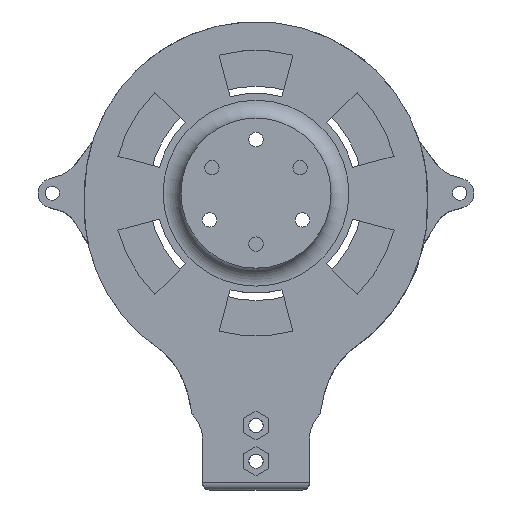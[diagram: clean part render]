
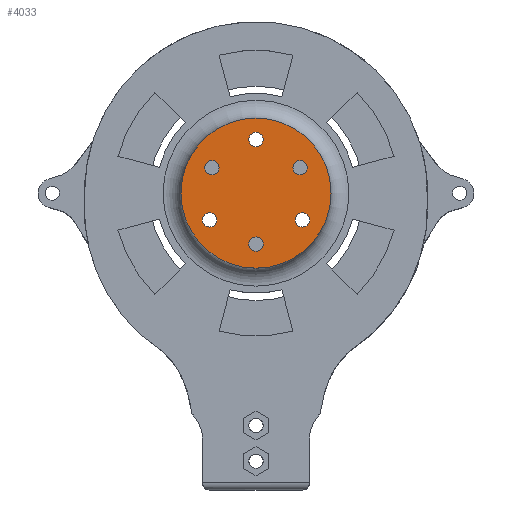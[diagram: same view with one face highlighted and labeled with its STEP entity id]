
A CAD part, top view. The second image highlights one B-rep face of the part: STEP entity #4033.
In plain terms, the highlighted planar face has unit normal (0, 0, 1).
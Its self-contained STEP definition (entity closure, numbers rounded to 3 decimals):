
#152=FACE_BOUND('',#663,.T.);
#153=FACE_BOUND('',#664,.T.);
#154=FACE_BOUND('',#665,.T.);
#155=FACE_BOUND('',#666,.T.);
#156=FACE_BOUND('',#667,.T.);
#157=FACE_BOUND('',#668,.T.);
#237=PLANE('',#4340);
#418=FACE_OUTER_BOUND('',#662,.T.);
#662=EDGE_LOOP('',(#2941));
#663=EDGE_LOOP('',(#2942));
#664=EDGE_LOOP('',(#2943));
#665=EDGE_LOOP('',(#2944));
#666=EDGE_LOOP('',(#2945));
#667=EDGE_LOOP('',(#2946));
#668=EDGE_LOOP('',(#2947));
#1463=CIRCLE('',#4260,2.);
#1465=CIRCLE('',#4264,2.);
#1467=CIRCLE('',#4268,2.);
#1471=CIRCLE('',#4275,21.);
#1504=CIRCLE('',#4341,2.);
#1505=CIRCLE('',#4342,2.);
#1506=CIRCLE('',#4343,2.);
#1714=VERTEX_POINT('',#5982);
#1716=VERTEX_POINT('',#5989);
#1718=VERTEX_POINT('',#5996);
#1721=VERTEX_POINT('',#6007);
#1768=VERTEX_POINT('',#6166);
#1769=VERTEX_POINT('',#6168);
#1770=VERTEX_POINT('',#6170);
#2137=EDGE_CURVE('',#1714,#1714,#1463,.T.);
#2140=EDGE_CURVE('',#1716,#1716,#1465,.T.);
#2143=EDGE_CURVE('',#1718,#1718,#1467,.T.);
#2147=EDGE_CURVE('',#1721,#1721,#1471,.T.);
#2226=EDGE_CURVE('',#1768,#1768,#1504,.T.);
#2227=EDGE_CURVE('',#1769,#1769,#1505,.T.);
#2228=EDGE_CURVE('',#1770,#1770,#1506,.T.);
#2941=ORIENTED_EDGE('',*,*,#2147,.T.);
#2942=ORIENTED_EDGE('',*,*,#2137,.T.);
#2943=ORIENTED_EDGE('',*,*,#2140,.T.);
#2944=ORIENTED_EDGE('',*,*,#2143,.T.);
#2945=ORIENTED_EDGE('',*,*,#2226,.T.);
#2946=ORIENTED_EDGE('',*,*,#2227,.T.);
#2947=ORIENTED_EDGE('',*,*,#2228,.T.);
#4033=ADVANCED_FACE('',(#418,#152,#153,#154,#155,#156,#157),#237,.T.);
#4260=AXIS2_PLACEMENT_3D('',#5984,#4756,#4757);
#4264=AXIS2_PLACEMENT_3D('',#5991,#4765,#4766);
#4268=AXIS2_PLACEMENT_3D('',#5998,#4774,#4775);
#4275=AXIS2_PLACEMENT_3D('',#6008,#4788,#4789);
#4340=AXIS2_PLACEMENT_3D('',#6165,#4964,#4965);
#4341=AXIS2_PLACEMENT_3D('',#6167,#4966,#4967);
#4342=AXIS2_PLACEMENT_3D('',#6169,#4968,#4969);
#4343=AXIS2_PLACEMENT_3D('',#6171,#4970,#4971);
#4756=DIRECTION('center_axis',(0.,0.,-1.));
#4757=DIRECTION('ref_axis',(-1.,0.,0.));
#4765=DIRECTION('center_axis',(0.,0.,-1.));
#4766=DIRECTION('ref_axis',(-1.,0.,0.));
#4774=DIRECTION('center_axis',(0.,0.,-1.));
#4775=DIRECTION('ref_axis',(-1.,0.,0.));
#4788=DIRECTION('center_axis',(0.,0.,1.));
#4789=DIRECTION('ref_axis',(-1.,0.,0.));
#4964=DIRECTION('center_axis',(0.,0.,1.));
#4965=DIRECTION('ref_axis',(-1.,0.,0.));
#4966=DIRECTION('center_axis',(0.,0.,-1.));
#4967=DIRECTION('ref_axis',(-1.,0.,0.));
#4968=DIRECTION('center_axis',(0.,0.,-1.));
#4969=DIRECTION('ref_axis',(0.5,-0.866,0.));
#4970=DIRECTION('center_axis',(0.,0.,-1.));
#4971=DIRECTION('ref_axis',(0.5,0.866,0.));
#5982=CARTESIAN_POINT('',(14.341,11.125,80.));
#5984=CARTESIAN_POINT('Origin',(12.341,11.125,80.));
#5989=CARTESIAN_POINT('',(-10.341,11.125,80.));
#5991=CARTESIAN_POINT('Origin',(-12.341,11.125,80.));
#5996=CARTESIAN_POINT('',(2.,-10.25,80.));
#5998=CARTESIAN_POINT('Origin',(0.,-10.25,
80.));
#6007=CARTESIAN_POINT('',(21.,4.,80.));
#6008=CARTESIAN_POINT('Origin',(0.,4.,80.));
#6165=CARTESIAN_POINT('Origin',(0.,4.,80.));
#6166=CARTESIAN_POINT('',(2.,19.,80.));
#6167=CARTESIAN_POINT('Origin',(0.,19.,80.));
#6168=CARTESIAN_POINT('',(-13.99,-1.768,80.));
#6169=CARTESIAN_POINT('Origin',(-12.99,-3.5,80.));
#6170=CARTESIAN_POINT('',(11.99,-5.232,80.));
#6171=CARTESIAN_POINT('Origin',(12.99,-3.5,80.));
